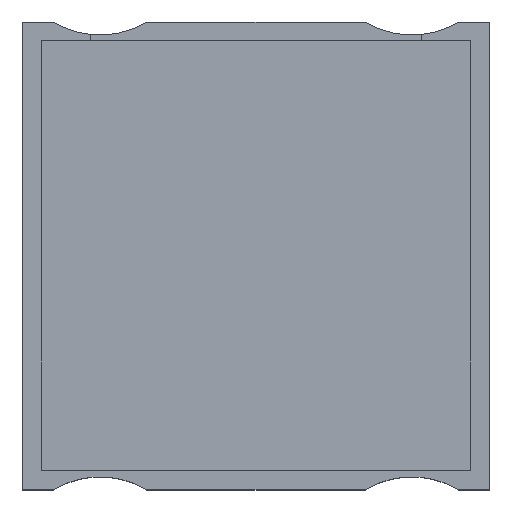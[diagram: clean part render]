
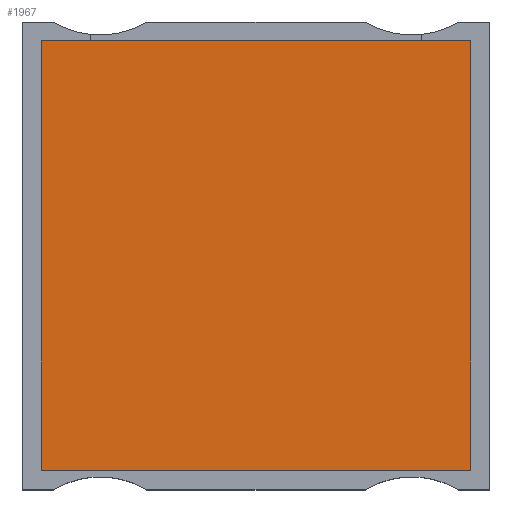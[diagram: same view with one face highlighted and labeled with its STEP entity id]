
A CAD part, top view. The second image highlights one B-rep face of the part: STEP entity #1967.
In plain terms, the highlighted planar face has unit normal (0, 0, 1).
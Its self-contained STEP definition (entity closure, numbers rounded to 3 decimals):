
#650 = PLANE('',#651);
#651 = AXIS2_PLACEMENT_3D('',#652,#653,#654);
#652 = CARTESIAN_POINT('',(-1.75,1.75,0.6));
#653 = DIRECTION('',(0.,1.,0.));
#654 = DIRECTION('',(1.,0.,0.));
#678 = PLANE('',#679);
#679 = AXIS2_PLACEMENT_3D('',#680,#681,#682);
#680 = CARTESIAN_POINT('',(-1.75,-1.75,0.6));
#681 = DIRECTION('',(-1.,0.,0.));
#682 = DIRECTION('',(0.,1.,0.));
#706 = PLANE('',#707);
#707 = AXIS2_PLACEMENT_3D('',#708,#709,#710);
#708 = CARTESIAN_POINT('',(1.75,-1.75,0.6));
#709 = DIRECTION('',(0.,-1.,0.));
#710 = DIRECTION('',(-1.,0.,0.));
#785 = PLANE('',#786);
#786 = AXIS2_PLACEMENT_3D('',#787,#788,#789);
#787 = CARTESIAN_POINT('',(1.75,1.75,0.6));
#788 = DIRECTION('',(1.,0.,0.));
#789 = DIRECTION('',(0.,-1.,0.));
#1345 = VERTEX_POINT('',#1346);
#1346 = CARTESIAN_POINT('',(-1.75,1.75,3.56));
#1367 = EDGE_CURVE('',#1345,#1368,#1370,.T.);
#1368 = VERTEX_POINT('',#1369);
#1369 = CARTESIAN_POINT('',(1.75,1.75,3.56));
#1370 = SURFACE_CURVE('',#1371,(#1375,#1382),.PCURVE_S1.);
#1371 = LINE('',#1372,#1373);
#1372 = CARTESIAN_POINT('',(-1.75,1.75,3.56));
#1373 = VECTOR('',#1374,1.);
#1374 = DIRECTION('',(1.,0.,0.));
#1375 = PCURVE('',#650,#1376);
#1376 = DEFINITIONAL_REPRESENTATION('',(#1377),#1381);
#1377 = LINE('',#1378,#1379);
#1378 = CARTESIAN_POINT('',(0.,-2.96));
#1379 = VECTOR('',#1380,1.);
#1380 = DIRECTION('',(1.,0.));
#1381 = ( GEOMETRIC_REPRESENTATION_CONTEXT(2) 
PARAMETRIC_REPRESENTATION_CONTEXT() REPRESENTATION_CONTEXT('2D SPACE',''
  ) );
#1382 = PCURVE('',#1383,#1388);
#1383 = PLANE('',#1384);
#1384 = AXIS2_PLACEMENT_3D('',#1385,#1386,#1387);
#1385 = CARTESIAN_POINT('',(0.,0.,3.56));
#1386 = DIRECTION('',(-0.,-0.,-1.));
#1387 = DIRECTION('',(-1.,0.,0.));
#1388 = DEFINITIONAL_REPRESENTATION('',(#1389),#1393);
#1389 = LINE('',#1390,#1391);
#1390 = CARTESIAN_POINT('',(1.75,1.75));
#1391 = VECTOR('',#1392,1.);
#1392 = DIRECTION('',(-1.,0.));
#1393 = ( GEOMETRIC_REPRESENTATION_CONTEXT(2) 
PARAMETRIC_REPRESENTATION_CONTEXT() REPRESENTATION_CONTEXT('2D SPACE',''
  ) );
#1569 = EDGE_CURVE('',#1368,#1570,#1572,.T.);
#1570 = VERTEX_POINT('',#1571);
#1571 = CARTESIAN_POINT('',(1.75,-1.75,3.56));
#1572 = SURFACE_CURVE('',#1573,(#1577,#1584),.PCURVE_S1.);
#1573 = LINE('',#1574,#1575);
#1574 = CARTESIAN_POINT('',(1.75,1.75,3.56));
#1575 = VECTOR('',#1576,1.);
#1576 = DIRECTION('',(0.,-1.,0.));
#1577 = PCURVE('',#785,#1578);
#1578 = DEFINITIONAL_REPRESENTATION('',(#1579),#1583);
#1579 = LINE('',#1580,#1581);
#1580 = CARTESIAN_POINT('',(0.,-2.96));
#1581 = VECTOR('',#1582,1.);
#1582 = DIRECTION('',(1.,0.));
#1583 = ( GEOMETRIC_REPRESENTATION_CONTEXT(2) 
PARAMETRIC_REPRESENTATION_CONTEXT() REPRESENTATION_CONTEXT('2D SPACE',''
  ) );
#1584 = PCURVE('',#1383,#1585);
#1585 = DEFINITIONAL_REPRESENTATION('',(#1586),#1590);
#1586 = LINE('',#1587,#1588);
#1587 = CARTESIAN_POINT('',(-1.75,1.75));
#1588 = VECTOR('',#1589,1.);
#1589 = DIRECTION('',(0.,-1.));
#1590 = ( GEOMETRIC_REPRESENTATION_CONTEXT(2) 
PARAMETRIC_REPRESENTATION_CONTEXT() REPRESENTATION_CONTEXT('2D SPACE',''
  ) );
#1619 = EDGE_CURVE('',#1570,#1620,#1622,.T.);
#1620 = VERTEX_POINT('',#1621);
#1621 = CARTESIAN_POINT('',(-1.75,-1.75,3.56));
#1622 = SURFACE_CURVE('',#1623,(#1627,#1634),.PCURVE_S1.);
#1623 = LINE('',#1624,#1625);
#1624 = CARTESIAN_POINT('',(1.75,-1.75,3.56));
#1625 = VECTOR('',#1626,1.);
#1626 = DIRECTION('',(-1.,0.,0.));
#1627 = PCURVE('',#706,#1628);
#1628 = DEFINITIONAL_REPRESENTATION('',(#1629),#1633);
#1629 = LINE('',#1630,#1631);
#1630 = CARTESIAN_POINT('',(0.,-2.96));
#1631 = VECTOR('',#1632,1.);
#1632 = DIRECTION('',(1.,0.));
#1633 = ( GEOMETRIC_REPRESENTATION_CONTEXT(2) 
PARAMETRIC_REPRESENTATION_CONTEXT() REPRESENTATION_CONTEXT('2D SPACE',''
  ) );
#1634 = PCURVE('',#1383,#1635);
#1635 = DEFINITIONAL_REPRESENTATION('',(#1636),#1640);
#1636 = LINE('',#1637,#1638);
#1637 = CARTESIAN_POINT('',(-1.75,-1.75));
#1638 = VECTOR('',#1639,1.);
#1639 = DIRECTION('',(1.,0.));
#1640 = ( GEOMETRIC_REPRESENTATION_CONTEXT(2) 
PARAMETRIC_REPRESENTATION_CONTEXT() REPRESENTATION_CONTEXT('2D SPACE',''
  ) );
#1830 = EDGE_CURVE('',#1620,#1345,#1831,.T.);
#1831 = SURFACE_CURVE('',#1832,(#1836,#1843),.PCURVE_S1.);
#1832 = LINE('',#1833,#1834);
#1833 = CARTESIAN_POINT('',(-1.75,-1.75,3.56));
#1834 = VECTOR('',#1835,1.);
#1835 = DIRECTION('',(0.,1.,0.));
#1836 = PCURVE('',#678,#1837);
#1837 = DEFINITIONAL_REPRESENTATION('',(#1838),#1842);
#1838 = LINE('',#1839,#1840);
#1839 = CARTESIAN_POINT('',(0.,-2.96));
#1840 = VECTOR('',#1841,1.);
#1841 = DIRECTION('',(1.,0.));
#1842 = ( GEOMETRIC_REPRESENTATION_CONTEXT(2) 
PARAMETRIC_REPRESENTATION_CONTEXT() REPRESENTATION_CONTEXT('2D SPACE',''
  ) );
#1843 = PCURVE('',#1383,#1844);
#1844 = DEFINITIONAL_REPRESENTATION('',(#1845),#1849);
#1845 = LINE('',#1846,#1847);
#1846 = CARTESIAN_POINT('',(1.75,-1.75));
#1847 = VECTOR('',#1848,1.);
#1848 = DIRECTION('',(0.,1.));
#1849 = ( GEOMETRIC_REPRESENTATION_CONTEXT(2) 
PARAMETRIC_REPRESENTATION_CONTEXT() REPRESENTATION_CONTEXT('2D SPACE',''
  ) );
#1967 = ADVANCED_FACE('',(#1968),#1383,.F.);
#1968 = FACE_BOUND('',#1969,.F.);
#1969 = EDGE_LOOP('',(#1970,#1971,#1972,#1973));
#1970 = ORIENTED_EDGE('',*,*,#1367,.T.);
#1971 = ORIENTED_EDGE('',*,*,#1569,.T.);
#1972 = ORIENTED_EDGE('',*,*,#1619,.T.);
#1973 = ORIENTED_EDGE('',*,*,#1830,.T.);
